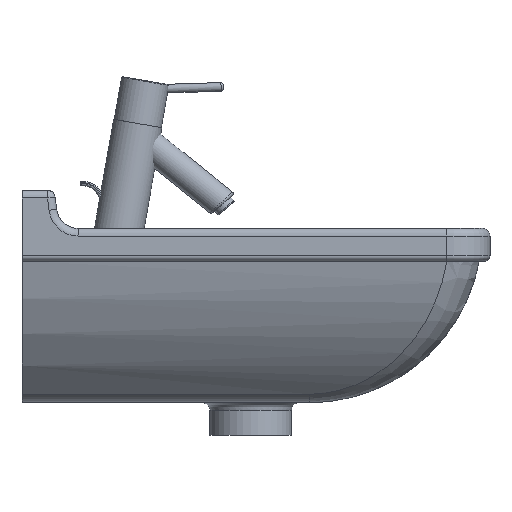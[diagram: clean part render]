
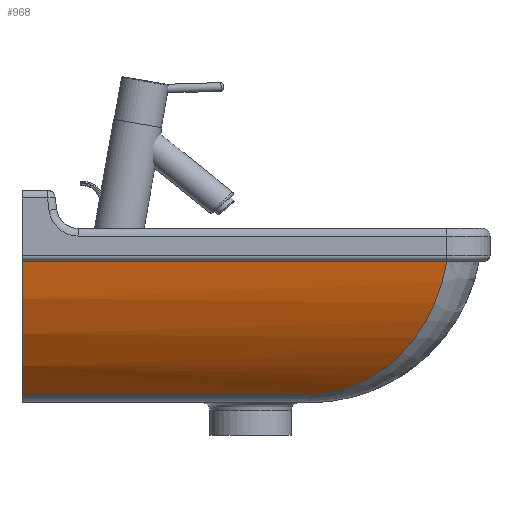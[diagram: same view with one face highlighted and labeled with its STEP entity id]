
A CAD part, left-side view. The second image highlights one B-rep face of the part: STEP entity #968.
In plain terms, the highlighted cylindrical face has radius 207.867 mm (diameter 415.734 mm), a partial arc.
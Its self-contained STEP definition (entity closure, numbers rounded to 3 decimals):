
#781=CARTESIAN_POINT('',(-32.801,-365.407,140.001));
#782=VERTEX_POINT('',#781);
#796=CARTESIAN_POINT('',(33.169,-239.047,17.75));
#797=VERTEX_POINT('',#796);
#798=CARTESIAN_POINT('',(-32.801,-365.407,140.001));
#799=CARTESIAN_POINT('',(-32.725,-365.328,139.513));
#800=CARTESIAN_POINT('',(-32.445,-365.033,137.751));
#801=CARTESIAN_POINT('',(-31.707,-364.25,133.47));
#802=CARTESIAN_POINT('',(-29.944,-362.338,124.695));
#803=CARTESIAN_POINT('',(-26.778,-358.798,112.497));
#804=CARTESIAN_POINT('',(-22.877,-354.276,100.949));
#805=CARTESIAN_POINT('',(-19.849,-350.664,93.298));
#806=CARTESIAN_POINT('',(-18.049,-348.485,89.06));
#807=CARTESIAN_POINT('',(-15.281,-345.102,82.833));
#808=CARTESIAN_POINT('',(-10.857,-339.562,73.897));
#809=CARTESIAN_POINT('',(-5.257,-332.192,64.167));
#810=CARTESIAN_POINT('',(1.215,-323.222,54.089));
#811=CARTESIAN_POINT('',(6.297,-315.657,47.1));
#812=CARTESIAN_POINT('',(10.518,-308.818,41.757));
#813=CARTESIAN_POINT('',(14.696,-301.791,36.64));
#814=CARTESIAN_POINT('',(19.37,-293.082,31.378));
#815=CARTESIAN_POINT('',(23.474,-283.846,27.093));
#816=CARTESIAN_POINT('',(25.604,-278.428,24.94));
#817=CARTESIAN_POINT('',(26.836,-274.99,23.721));
#818=CARTESIAN_POINT('',(28.22,-270.8,22.371));
#819=CARTESIAN_POINT('',(29.682,-265.808,20.971));
#820=CARTESIAN_POINT('',(31.207,-259.234,19.544));
#821=CARTESIAN_POINT('',(32.331,-252.546,18.511));
#822=CARTESIAN_POINT('',(33.016,-245.799,17.888));
#823=CARTESIAN_POINT('',(33.169,-241.294,17.75));
#824=CARTESIAN_POINT('',(33.169,-239.047,17.75));
#825=B_SPLINE_CURVE_WITH_KNOTS('',3,(#798,#799,#800,#801,#802,#803,#804,#805,#806,#807,#808,#809,#810,#811,#812,#813,#814,#815,#816,#817,#818,#819,#820,#821,#822,#823,#824),.UNSPECIFIED.,.F.,.U.,(4,1,1,1,1,1,1,1,1,1,1,1,1,1,1,1,1,1,1,1,1,1,1,1,4),(3.909,4.038,4.374,5.048,6.396,7.744,8.418,8.755,9.092,10.44,11.788,12.687,14.484,14.933,15.383,17.18,18.078,18.528,18.977,19.202,19.876,20.55,21.224,21.898,22.572),.UNSPECIFIED.);
#826=EDGE_CURVE('',#782,#797,#825,.T.);
#875=CARTESIAN_POINT('',(33.169,24.935,17.75));
#876=VERTEX_POINT('',#875);
#893=CARTESIAN_POINT('',(33.169,-239.047,17.75));
#894=DIRECTION('',(0.0,1.0,0.0));
#895=VECTOR('',#894,263.982);
#896=LINE('',#893,#895);
#897=EDGE_CURVE('',#797,#876,#896,.T.);
#944=CARTESIAN_POINT('',(172.601,24.935,171.917));
#945=DIRECTION('',(0.0,-1.0,0.0));
#946=DIRECTION('',(0.627,0.0,0.779));
#947=AXIS2_PLACEMENT_3D('',#944,#945,#946);
#948=CYLINDRICAL_SURFACE('',#947,207.867);
#949=ORIENTED_EDGE('',*,*,#826,.F.);
#950=CARTESIAN_POINT('',(-32.801,24.935,140.001));
#951=VERTEX_POINT('',#950);
#952=CARTESIAN_POINT('',(-32.801,24.935,140.001));
#953=DIRECTION('',(0.0,-1.0,0.0));
#954=VECTOR('',#953,390.342);
#955=LINE('',#952,#954);
#956=EDGE_CURVE('',#951,#782,#955,.T.);
#957=ORIENTED_EDGE('',*,*,#956,.F.);
#958=CARTESIAN_POINT('',(172.601,24.935,171.917));
#959=DIRECTION('',(0.0,1.,0.0));
#960=DIRECTION('',(0.627,0.0,0.779));
#961=AXIS2_PLACEMENT_3D('',#958,#959,#960);
#962=CIRCLE('',#961,207.867);
#963=EDGE_CURVE('',#876,#951,#962,.T.);
#964=ORIENTED_EDGE('',*,*,#963,.F.);
#965=ORIENTED_EDGE('',*,*,#897,.F.);
#966=EDGE_LOOP('',(#949,#957,#964,#965));
#967=FACE_OUTER_BOUND('',#966,.T.);
#968=ADVANCED_FACE('',(#967),#948,.T.);
